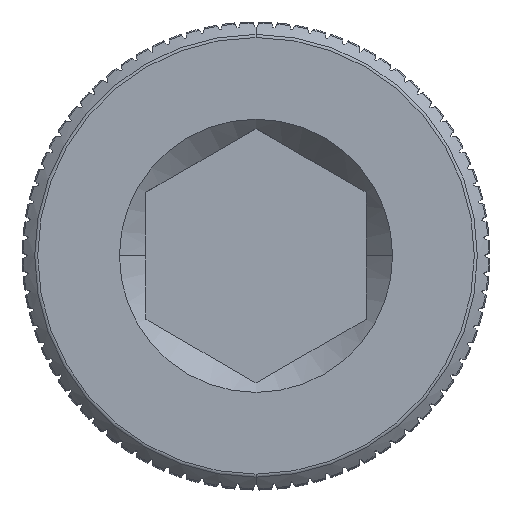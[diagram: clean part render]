
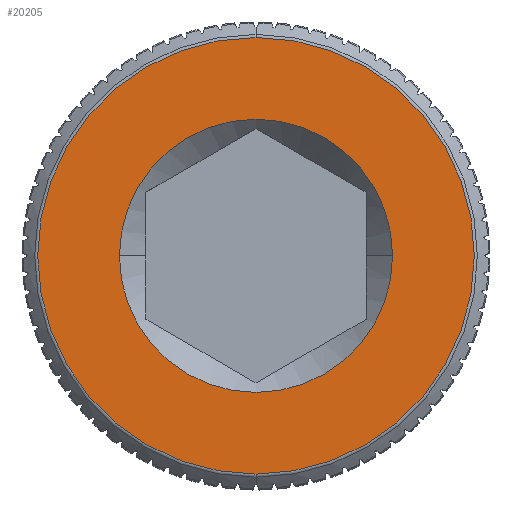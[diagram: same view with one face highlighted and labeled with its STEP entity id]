
A CAD part, top view. The second image highlights one B-rep face of the part: STEP entity #20205.
In plain terms, the highlighted planar face has unit normal (0, 0, 1).
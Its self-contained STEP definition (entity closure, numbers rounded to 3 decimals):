
#348 = CIRCLE ( 'NONE', #16410, 2.483 ) ;
#722 = EDGE_LOOP ( 'NONE', ( #22506, #16542 ) ) ;
#1594 = FACE_OUTER_BOUND ( 'NONE', #722, .T. ) ;
#2993 = DIRECTION ( 'NONE',  ( 1., 0., 0. ) ) ;
#3734 = EDGE_CURVE ( 'NONE', #15689, #25185, #12823, .T. ) ;
#5068 = DIRECTION ( 'NONE',  ( 0., 1., 0. ) ) ;
#5133 = ORIENTED_EDGE ( 'NONE', *, *, #29422, .F. ) ;
#5501 = AXIS2_PLACEMENT_3D ( 'NONE', #19525, #14659, #24405 ) ;
#5707 = EDGE_CURVE ( 'NONE', #25185, #15689, #18453, .T. ) ;
#7528 = EDGE_LOOP ( 'NONE', ( #22746, #5133 ) ) ;
#8076 = AXIS2_PLACEMENT_3D ( 'NONE', #9962, #19839, #5068 ) ;
#9074 = PLANE ( 'NONE',  #25559 ) ;
#9962 = CARTESIAN_POINT ( 'NONE',  ( 0., 0., 17.5 ) ) ;
#11516 = CARTESIAN_POINT ( 'NONE',  ( 0., 0., 17.5 ) ) ;
#12823 = CIRCLE ( 'NONE', #20590, 3.968 ) ;
#14465 = CARTESIAN_POINT ( 'NONE',  ( 0., -3.968, 17.5 ) ) ;
#14659 = DIRECTION ( 'NONE',  ( 0., 0., 1. ) ) ;
#15689 = VERTEX_POINT ( 'NONE', #29909 ) ;
#16410 = AXIS2_PLACEMENT_3D ( 'NONE', #29768, #22474, #2993 ) ;
#16526 = DIRECTION ( 'NONE',  ( 0., 0., 1. ) ) ;
#16542 = ORIENTED_EDGE ( 'NONE', *, *, #5707, .F. ) ;
#17439 = CIRCLE ( 'NONE', #5501, 2.483 ) ;
#18453 = CIRCLE ( 'NONE', #8076, 3.968 ) ;
#18712 = CARTESIAN_POINT ( 'NONE',  ( 2.483, 0., 17.5 ) ) ;
#19525 = CARTESIAN_POINT ( 'NONE',  ( 0., 0., 17.5 ) ) ;
#19839 = DIRECTION ( 'NONE',  ( 0., 0., -1. ) ) ;
#20205 = ADVANCED_FACE ( 'NONE', ( #29151, #1594 ), #9074, .T. ) ;
#20590 = AXIS2_PLACEMENT_3D ( 'NONE', #24635, #21285, #31771 ) ;
#21285 = DIRECTION ( 'NONE',  ( 0., 0., -1. ) ) ;
#22474 = DIRECTION ( 'NONE',  ( 0., 0., 1. ) ) ;
#22506 = ORIENTED_EDGE ( 'NONE', *, *, #3734, .F. ) ;
#22746 = ORIENTED_EDGE ( 'NONE', *, *, #30085, .F. ) ;
#24310 = DIRECTION ( 'NONE',  ( 0., -1., 0. ) ) ;
#24405 = DIRECTION ( 'NONE',  ( 1., 0., 0. ) ) ;
#24635 = CARTESIAN_POINT ( 'NONE',  ( 0., 0., 17.5 ) ) ;
#25185 = VERTEX_POINT ( 'NONE', #14465 ) ;
#25286 = CARTESIAN_POINT ( 'NONE',  ( -2.483, 0., 17.5 ) ) ;
#25559 = AXIS2_PLACEMENT_3D ( 'NONE', #11516, #16526, #24310 ) ;
#26762 = VERTEX_POINT ( 'NONE', #25286 ) ;
#29151 = FACE_BOUND ( 'NONE', #7528, .T. ) ;
#29422 = EDGE_CURVE ( 'NONE', #26762, #31833, #17439, .T. ) ;
#29768 = CARTESIAN_POINT ( 'NONE',  ( 0., 0., 17.5 ) ) ;
#29909 = CARTESIAN_POINT ( 'NONE',  ( 0., 3.968, 17.5 ) ) ;
#30085 = EDGE_CURVE ( 'NONE', #31833, #26762, #348, .T. ) ;
#31771 = DIRECTION ( 'NONE',  ( 0., 1., 0. ) ) ;
#31833 = VERTEX_POINT ( 'NONE', #18712 ) ;
